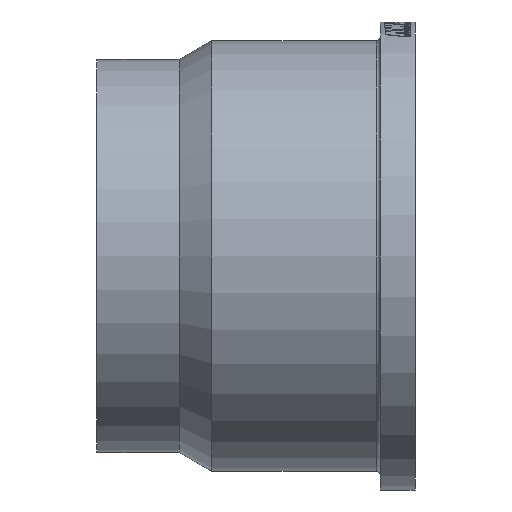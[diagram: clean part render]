
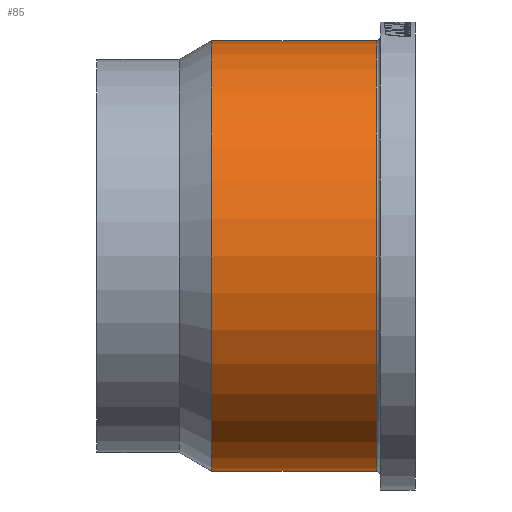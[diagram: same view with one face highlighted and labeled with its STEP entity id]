
A CAD part, left-side view. The second image highlights one B-rep face of the part: STEP entity #85.
In plain terms, the highlighted cylindrical face has radius 172.5 mm (diameter 345 mm), a partial arc.
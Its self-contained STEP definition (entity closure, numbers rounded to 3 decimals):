
#85 = ADVANCED_FACE ( 'NONE', ( #3826 ), #3830, .T. ) ;
#3262 = VERTEX_POINT ( 'NONE', #13790 ) ;
#3263 = VERTEX_POINT ( 'NONE', #13795 ) ;
#3265 = VERTEX_POINT ( 'NONE', #13797 ) ;
#3266 = VERTEX_POINT ( 'NONE', #13798 ) ;
#3826 = FACE_OUTER_BOUND ( 'NONE', #29933, .T. ) ;
#3830 = CYLINDRICAL_SURFACE ( 'NONE', #29253, 172.5 ) ;
#3894 = CIRCLE ( 'NONE', #34101, 172.5 ) ;
#4474 = CARTESIAN_POINT ( 'NONE',  ( 0., 31., 0. ) ) ;
#4475 = DIRECTION ( 'NONE',  ( 0., -1., 0. ) ) ;
#4476 = DIRECTION ( 'NONE',  ( 0., 0., -1. ) ) ;
#9092 = CARTESIAN_POINT ( 'NONE',  ( 0., 0., 172.5 ) ) ;
#9093 = DIRECTION ( 'NONE',  ( 0., -1., 0. ) ) ;
#9097 = CARTESIAN_POINT ( 'NONE',  ( 0., 0., -172.5 ) ) ;
#9104 = DIRECTION ( 'NONE',  ( 0., -1., 0. ) ) ;
#10085 = EDGE_CURVE ( 'NONE', #3263, #3266, #3894, .T. ) ;
#13790 = CARTESIAN_POINT ( 'NONE',  ( 0., 163.019, -172.5 ) ) ;
#13795 = CARTESIAN_POINT ( 'NONE',  ( 0., 31., 172.5 ) ) ;
#13797 = CARTESIAN_POINT ( 'NONE',  ( 0., 163.019, 172.5 ) ) ;
#13798 = CARTESIAN_POINT ( 'NONE',  ( 0., 31., -172.5 ) ) ;
#19781 = CARTESIAN_POINT ( 'NONE',  ( 0., 163.019, 0. ) ) ;
#19783 = DIRECTION ( 'NONE',  ( 0., -1., 0. ) ) ;
#19785 = DIRECTION ( 'NONE',  ( 0., 0., -1. ) ) ;
#28876 = EDGE_CURVE ( 'NONE', #3265, #3263, #36513, .T. ) ;
#28878 = EDGE_CURVE ( 'NONE', #3262, #3266, #36514, .T. ) ;
#29111 = EDGE_CURVE ( 'NONE', #3265, #3262, #36652, .T. ) ;
#29253 = AXIS2_PLACEMENT_3D ( 'NONE', #35655, #35654, #35650 ) ;
#29933 = EDGE_LOOP ( 'NONE', ( #30373, #30372, #30371, #30370 ) ) ;
#30370 = ORIENTED_EDGE ( 'NONE', *, *, #10085, .F. ) ;
#30371 = ORIENTED_EDGE ( 'NONE', *, *, #28878, .T. ) ;
#30372 = ORIENTED_EDGE ( 'NONE', *, *, #29111, .T. ) ;
#30373 = ORIENTED_EDGE ( 'NONE', *, *, #28876, .F. ) ;
#34101 = AXIS2_PLACEMENT_3D ( 'NONE', #4474, #4475, #4476 ) ;
#34236 = AXIS2_PLACEMENT_3D ( 'NONE', #19781, #19783, #19785 ) ;
#35650 = DIRECTION ( 'NONE',  ( 0., 0., -1. ) ) ;
#35654 = DIRECTION ( 'NONE',  ( 0., -1., 0. ) ) ;
#35655 = CARTESIAN_POINT ( 'NONE',  ( 0., 0., 0. ) ) ;
#36513 = LINE ( 'NONE', #9092, #36516 ) ;
#36514 = LINE ( 'NONE', #9097, #36520 ) ;
#36516 = VECTOR ( 'NONE', #9093, 1000. ) ;
#36520 = VECTOR ( 'NONE', #9104, 1000. ) ;
#36652 = CIRCLE ( 'NONE', #34236, 172.5 ) ;
